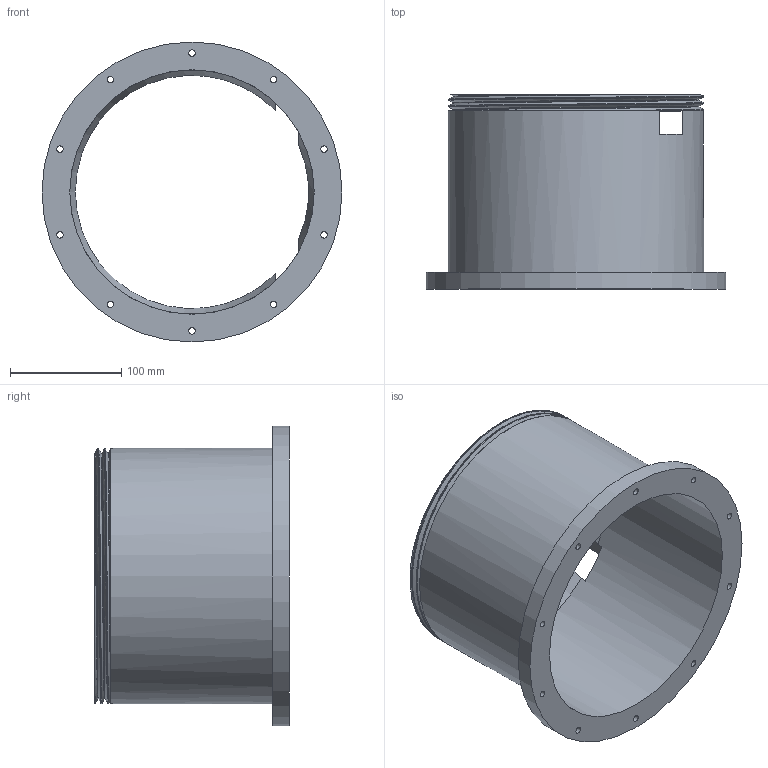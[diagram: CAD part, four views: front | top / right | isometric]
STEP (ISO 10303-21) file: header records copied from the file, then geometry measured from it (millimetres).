
FILE_DESCRIPTION(/* description */ (''),/* implementation_level */ '2;1');
FILE_NAME(/* name */ 'Cylinder Housing_base.stp',/* time_stamp */ '2025-07-25T11:49:20-04:00',/* author */ ('mumin'),/* organization */ (''),/* preprocessor_version */ 'ST-DEVELOPER v20',/* originating_system */ 'Autodesk Inventor 2025',/* authorisation */ '');
FILE_SCHEMA (('AUTOMOTIVE_DESIGN { 1 0 10303 214 3 1 1 }'));
Length unit declared in the file: millimetre
Products named in the file (1): Cylinder Housing_base
Bounding box: 270 x 175 x 270 mm (x, y, z)
Volume: 886044.2 mm3; surface area: 322251.5 mm2
Topology: 2 solids, 2 shells, 456 faces, 1230 edges, 820 vertices
Faces by surface type: plane 255, bspline 167, cylinder 32, cone 2
Full cylindrical faces by diameter (mm): 5.75 x10, 8.5 x10, 220 x1, 221.102 x1, 230 x3, 270 x1
Entity records: 19000 total; most frequent: CARTESIAN_POINT 8561, ORIENTED_EDGE 2460, DIRECTION 1527, EDGE_CURVE 1230, VERTEX_POINT 820, LINE 813, VECTOR 813, EDGE_LOOP 522
